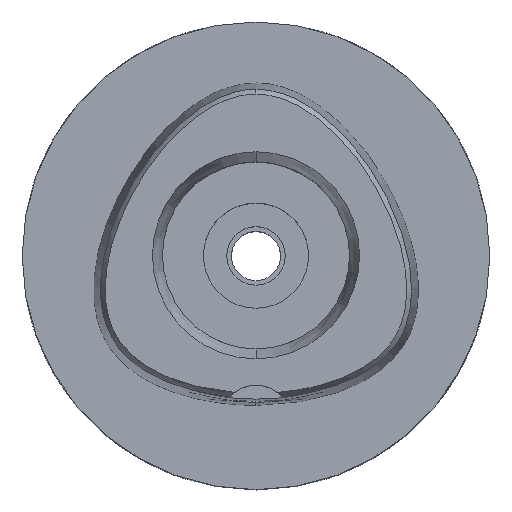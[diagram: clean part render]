
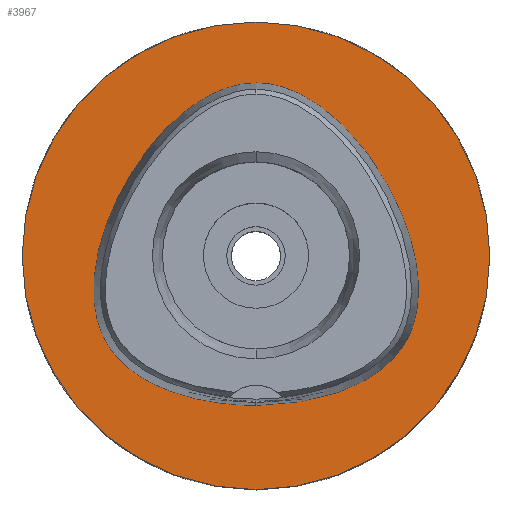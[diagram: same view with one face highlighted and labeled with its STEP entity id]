
A CAD part, top view. The second image highlights one B-rep face of the part: STEP entity #3967.
In plain terms, the highlighted planar face has unit normal (0, 0, 1).
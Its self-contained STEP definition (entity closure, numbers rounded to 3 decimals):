
#132 = CARTESIAN_POINT ( 'NONE',  ( -9.305, 26.792, 0. ) ) ;
#219 = EDGE_CURVE ( 'NONE', #3469, #1496, #2300, .T. ) ;
#221 = CARTESIAN_POINT ( 'NONE',  ( 23.433, -17.764, 0. ) ) ;
#280 = CIRCLE ( 'NONE', #3214, 40. ) ;
#312 = CARTESIAN_POINT ( 'NONE',  ( 9.305, 26.792, 0. ) ) ;
#341 = CARTESIAN_POINT ( 'NONE',  ( 3.149, 29.34, 0. ) ) ;
#445 = VERTEX_POINT ( 'NONE', #3895 ) ;
#509 = CARTESIAN_POINT ( 'NONE',  ( -24.775, -16.122, 0. ) ) ;
#533 = EDGE_CURVE ( 'NONE', #1496, #3469, #280, .T. ) ;
#769 = EDGE_LOOP ( 'NONE', ( #1304, #1059 ) ) ;
#907 = CARTESIAN_POINT ( 'NONE',  ( -22.339, 12.897, 0. ) ) ;
#935 = CARTESIAN_POINT ( 'NONE',  ( -27.101, -11.411, 0. ) ) ;
#982 = CARTESIAN_POINT ( 'NONE',  ( 0., 29.575, 0. ) ) ;
#1044 = CARTESIAN_POINT ( 'NONE',  ( 6.262, 28.351, 0. ) ) ;
#1059 = ORIENTED_EDGE ( 'NONE', *, *, #533, .F. ) ;
#1146 = CARTESIAN_POINT ( 'NONE',  ( 0., 0., 0. ) ) ;
#1304 = ORIENTED_EDGE ( 'NONE', *, *, #219, .F. ) ;
#1348 = CARTESIAN_POINT ( 'NONE',  ( -27.684, -8.752, 0. ) ) ;
#1373 = CARTESIAN_POINT ( 'NONE',  ( -2.677, -25.575, 0. ) ) ;
#1461 = CARTESIAN_POINT ( 'NONE',  ( 1.05, 29.575, 0. ) ) ;
#1490 = CARTESIAN_POINT ( 'NONE',  ( 27.855, -5.338, 0. ) ) ;
#1496 = VERTEX_POINT ( 'NONE', #3909 ) ;
#1651 = EDGE_LOOP ( 'NONE', ( #3804, #4478 ) ) ;
#1717 = CARTESIAN_POINT ( 'NONE',  ( -13.218, 24.044, 0. ) ) ;
#1757 = CARTESIAN_POINT ( 'NONE',  ( -25.638, -14.802, 0. ) ) ;
#1822 = CARTESIAN_POINT ( 'NONE',  ( 25.638, -14.802, 0. ) ) ;
#1899 = EDGE_CURVE ( 'NONE', #445, #4643, #2124, .T. ) ;
#2000 = PLANE ( 'NONE',  #2169 ) ;
#2086 = CARTESIAN_POINT ( 'NONE',  ( -25.209, 6.827, 0. ) ) ;
#2124 = B_SPLINE_CURVE_WITH_KNOTS ( 'NONE', 3,
 ( #3027, #4602, #2303, #3878, #3488, #5071, #4610, #221, #3118, #1822, #4964, #2251, #3083, #1490, #4217, #3858, #2333, #3409, #3885, #4692, #312, #1044, #341, #1461, #4191 ),
 .UNSPECIFIED., .F., .F.,
 ( 4, 1, 1, 1, 1, 1, 1, 1, 1, 1, 1, 1, 1, 1, 1, 1, 1, 1, 1, 1, 1, 1, 4 ),
 ( 0., 0.083, 0.125, 0.167, 0.208, 0.25, 0.292, 0.313, 0.333, 0.354, 0.375, 0.417, 0.458, 0.5, 0.542, 0.583, 0.667, 0.75, 0.833, 0.875, 0.917, 0.958, 1. ),
 .UNSPECIFIED. ) ;
#2132 = CARTESIAN_POINT ( 'NONE',  ( 0., 40., 0. ) ) ;
#2155 = CARTESIAN_POINT ( 'NONE',  ( -6.262, 28.351, 0. ) ) ;
#2169 = AXIS2_PLACEMENT_3D ( 'NONE', #3580, #4068, #2422 ) ;
#2235 = DIRECTION ( 'NONE',  ( 0., 1., 0. ) ) ;
#2251 = CARTESIAN_POINT ( 'NONE',  ( 27.101, -11.411, 0. ) ) ;
#2300 = CIRCLE ( 'NONE', #4934, 40. ) ;
#2303 = CARTESIAN_POINT ( 'NONE',  ( 6.692, -25.245, 0. ) ) ;
#2333 = CARTESIAN_POINT ( 'NONE',  ( 25.209, 6.827, 0. ) ) ;
#2422 = DIRECTION ( 'NONE',  ( 0., -1., 0. ) ) ;
#2496 = FACE_OUTER_BOUND ( 'NONE', #769, .T. ) ;
#2532 = CARTESIAN_POINT ( 'NONE',  ( -23.433, -17.764, 0. ) ) ;
#2741 = DIRECTION ( 'NONE',  ( 0., -1., 0. ) ) ;
#2917 = CARTESIAN_POINT ( 'NONE',  ( -27.855, -5.338, 0. ) ) ;
#2946 = CARTESIAN_POINT ( 'NONE',  ( -15.298, -22.965, 0. ) ) ;
#2971 = CARTESIAN_POINT ( 'NONE',  ( -21.421, -19.599, 0. ) ) ;
#3027 = CARTESIAN_POINT ( 'NONE',  ( 0., -25.575, 0. ) ) ;
#3083 = CARTESIAN_POINT ( 'NONE',  ( 27.684, -8.752, 0. ) ) ;
#3118 = CARTESIAN_POINT ( 'NONE',  ( 24.775, -16.122, 0. ) ) ;
#3214 = AXIS2_PLACEMENT_3D ( 'NONE', #1146, #3480, #2741 ) ;
#3299 = FACE_BOUND ( 'NONE', #1651, .T. ) ;
#3347 = CARTESIAN_POINT ( 'NONE',  ( -11.74, -24.136, 0. ) ) ;
#3409 = CARTESIAN_POINT ( 'NONE',  ( 22.339, 12.897, 0. ) ) ;
#3469 = VERTEX_POINT ( 'NONE', #2132 ) ;
#3480 = DIRECTION ( 'NONE',  ( 0., 0., -1. ) ) ;
#3484 = EDGE_CURVE ( 'NONE', #4643, #445, #4031, .T. ) ;
#3488 = CARTESIAN_POINT ( 'NONE',  ( 15.298, -22.965, 0. ) ) ;
#3580 = CARTESIAN_POINT ( 'NONE',  ( 0., 0., 0. ) ) ;
#3642 = CARTESIAN_POINT ( 'NONE',  ( -18.55, -21.454, 0. ) ) ;
#3663 = CARTESIAN_POINT ( 'NONE',  ( -26.349, -13.395, 0. ) ) ;
#3690 = CARTESIAN_POINT ( 'NONE',  ( -1.05, 29.575, 0. ) ) ;
#3804 = ORIENTED_EDGE ( 'NONE', *, *, #3484, .F. ) ;
#3813 = CARTESIAN_POINT ( 'NONE',  ( 0., 29.575, 0. ) ) ;
#3858 = CARTESIAN_POINT ( 'NONE',  ( 26.772, 1.9, 0. ) ) ;
#3878 = CARTESIAN_POINT ( 'NONE',  ( 11.74, -24.136, 0. ) ) ;
#3885 = CARTESIAN_POINT ( 'NONE',  ( 17.753, 19.522, 0. ) ) ;
#3895 = CARTESIAN_POINT ( 'NONE',  ( 0., -25.575, 0. ) ) ;
#3909 = CARTESIAN_POINT ( 'NONE',  ( 0., -40., 0. ) ) ;
#3967 = ADVANCED_FACE ( 'NONE', ( #2496, #3299 ), #2000, .F. ) ;
#4031 = B_SPLINE_CURVE_WITH_KNOTS ( 'NONE', 3,
 ( #982, #3690, #4839, #2155, #132, #1717, #4903, #907, #2086, #4079, #4880, #2917, #1348, #935, #3663, #1757, #509, #2532, #2971, #3642, #2946, #3347, #4930, #1373, #4542 ),
 .UNSPECIFIED., .F., .F.,
 ( 4, 1, 1, 1, 1, 1, 1, 1, 1, 1, 1, 1, 1, 1, 1, 1, 1, 1, 1, 1, 1, 1, 4 ),
 ( 0., 0.042, 0.083, 0.125, 0.167, 0.25, 0.333, 0.417, 0.458, 0.5, 0.542, 0.583, 0.625, 0.646, 0.667, 0.688, 0.708, 0.75, 0.792, 0.833, 0.875, 0.917, 1. ),
 .UNSPECIFIED. ) ;
#4068 = DIRECTION ( 'NONE',  ( 0., 0., -1. ) ) ;
#4079 = CARTESIAN_POINT ( 'NONE',  ( -26.772, 1.9, 0. ) ) ;
#4191 = CARTESIAN_POINT ( 'NONE',  ( 0., 29.575, 0. ) ) ;
#4217 = CARTESIAN_POINT ( 'NONE',  ( 27.537, -1.766, 0. ) ) ;
#4478 = ORIENTED_EDGE ( 'NONE', *, *, #1899, .F. ) ;
#4539 = CARTESIAN_POINT ( 'NONE',  ( 0., 0., 0. ) ) ;
#4542 = CARTESIAN_POINT ( 'NONE',  ( 0., -25.575, 0. ) ) ;
#4602 = CARTESIAN_POINT ( 'NONE',  ( 2.677, -25.575, 0. ) ) ;
#4610 = CARTESIAN_POINT ( 'NONE',  ( 21.421, -19.599, 0. ) ) ;
#4643 = VERTEX_POINT ( 'NONE', #3813 ) ;
#4692 = CARTESIAN_POINT ( 'NONE',  ( 13.218, 24.044, 0. ) ) ;
#4839 = CARTESIAN_POINT ( 'NONE',  ( -3.149, 29.34, 0. ) ) ;
#4880 = CARTESIAN_POINT ( 'NONE',  ( -27.537, -1.766, 0. ) ) ;
#4903 = CARTESIAN_POINT ( 'NONE',  ( -17.753, 19.522, 0. ) ) ;
#4926 = DIRECTION ( 'NONE',  ( 0., 0., -1. ) ) ;
#4930 = CARTESIAN_POINT ( 'NONE',  ( -6.692, -25.245, 0. ) ) ;
#4934 = AXIS2_PLACEMENT_3D ( 'NONE', #4539, #4926, #2235 ) ;
#4964 = CARTESIAN_POINT ( 'NONE',  ( 26.349, -13.395, 0. ) ) ;
#5071 = CARTESIAN_POINT ( 'NONE',  ( 18.55, -21.454, 0. ) ) ;
